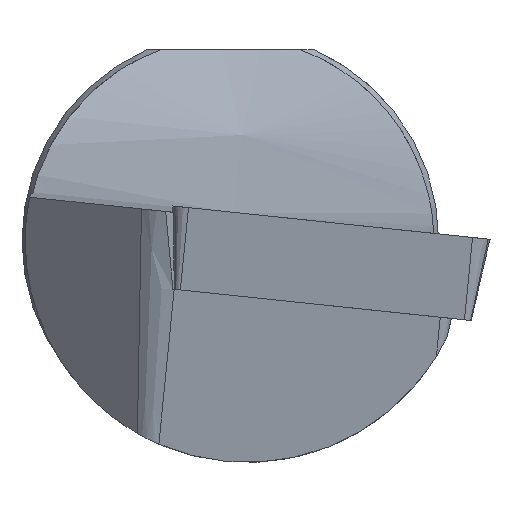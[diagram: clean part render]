
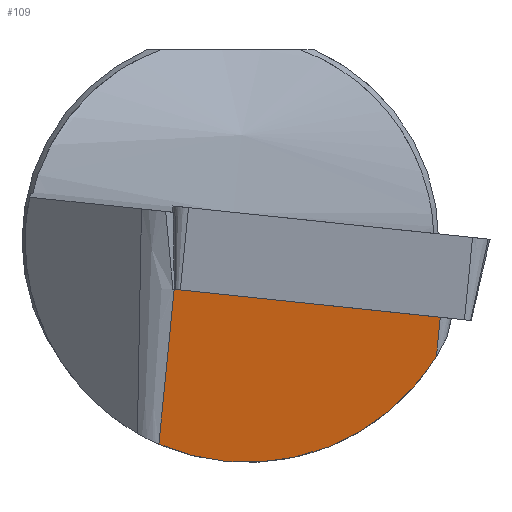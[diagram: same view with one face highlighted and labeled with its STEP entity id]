
A CAD part, left-side view. The second image highlights one B-rep face of the part: STEP entity #109.
In plain terms, the highlighted planar face has unit normal (-0.991, 0.064, -0.116).
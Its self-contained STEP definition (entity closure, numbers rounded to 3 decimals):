
#109=ADVANCED_FACE('',(#157),#141,.T.);
#141=PLANE('',#592);
#157=FACE_OUTER_BOUND('',#188,.T.);
#188=EDGE_LOOP('',(#227,#228,#229,#230));
#221=ELLIPSE('',#591,10.745,10.65);
#227=ORIENTED_EDGE('',*,*,#440,.F.);
#228=ORIENTED_EDGE('',*,*,#441,.F.);
#229=ORIENTED_EDGE('',*,*,#442,.T.);
#230=ORIENTED_EDGE('',*,*,#443,.T.);
#387=VERTEX_POINT('',#795);
#388=VERTEX_POINT('',#796);
#389=VERTEX_POINT('',#798);
#390=VERTEX_POINT('',#800);
#440=EDGE_CURVE('',#387,#388,#520,.T.);
#441=EDGE_CURVE('',#389,#387,#521,.T.);
#442=EDGE_CURVE('',#389,#390,#221,.T.);
#443=EDGE_CURVE('',#390,#388,#522,.T.);
#520=LINE('',#794,#555);
#521=LINE('',#797,#556);
#522=LINE('',#801,#557);
#555=VECTOR('',#648,1.);
#556=VECTOR('',#649,1.);
#557=VECTOR('',#652,1.);
#591=AXIS2_PLACEMENT_3D('',#799,#650,#651);
#592=AXIS2_PLACEMENT_3D('',#802,#653,#654);
#648=DIRECTION('',(-0.052,-0.993,-0.104));
#649=DIRECTION('',(-0.122,-0.097,0.988));
#650=DIRECTION('',(-0.991,0.064,-0.116));
#651=DIRECTION('',(0.132,0.48,-0.867));
#652=DIRECTION('',(-0.122,-0.097,0.988));
#653=DIRECTION('',(-0.991,0.064,-0.116));
#654=DIRECTION('',(-0.116,0.,0.993));
#794=CARTESIAN_POINT('',(0.908,-10.072,-3.684));
#795=CARTESIAN_POINT('',(1.577,2.697,-2.342));
#796=CARTESIAN_POINT('',(0.908,-10.072,-3.684));
#797=CARTESIAN_POINT('',(1.09,2.307,1.609));
#798=CARTESIAN_POINT('',(2.493,3.43,-9.774));
#799=CARTESIAN_POINT('',(1.077,-0.8,0.));
#800=CARTESIAN_POINT('',(1.138,-9.888,-5.553));
#801=CARTESIAN_POINT('',(0.421,-10.462,0.267));
#802=CARTESIAN_POINT('',(0.421,-10.462,0.267));
